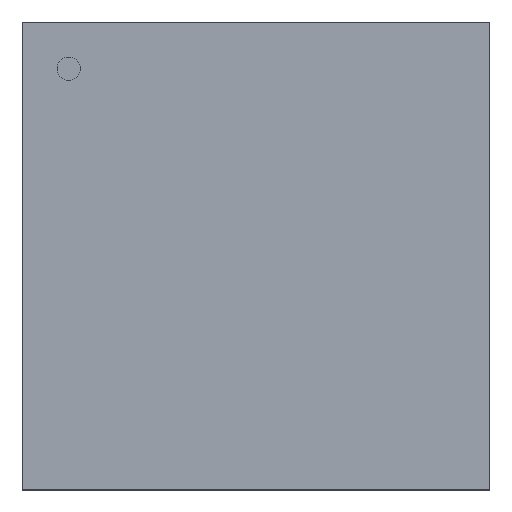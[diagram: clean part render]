
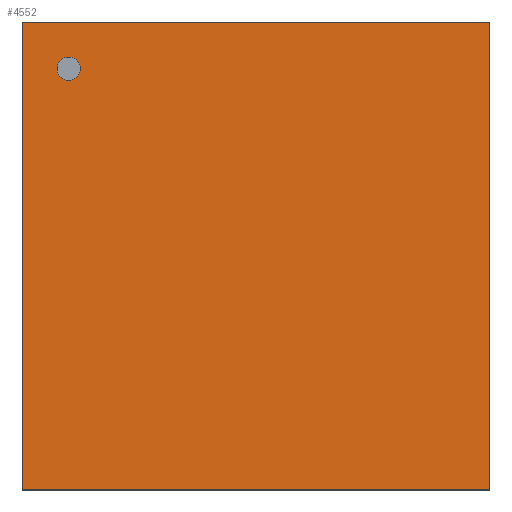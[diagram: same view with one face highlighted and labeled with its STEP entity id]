
A CAD part, top view. The second image highlights one B-rep face of the part: STEP entity #4552.
In plain terms, the highlighted planar face has unit normal (0, 0, 1).
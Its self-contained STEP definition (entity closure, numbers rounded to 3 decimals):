
#4328=CARTESIAN_POINT('',(7.544,-7.544,1.168));
#4327=VERTEX_POINT('',#4328);
#4338=CARTESIAN_POINT('',(-7.544,-7.544,1.168));
#4337=VERTEX_POINT('',#4338);
#4336=EDGE_CURVE('',#4337,#4327,#4341,.T.);
#4341=LINE('',#4338,#4343);
#4343=VECTOR('',#4344,15.088);
#4344=DIRECTION('',(1.0,0.0,0.0));
#4377=CARTESIAN_POINT('',(7.544,7.544,1.168));
#4376=VERTEX_POINT('',#4377);
#4385=EDGE_CURVE('',#4327,#4376,#4390,.T.);
#4390=LINE('',#4328,#4392);
#4392=VECTOR('',#4393,15.088);
#4393=DIRECTION('',(0.0,1.0,0.0));
#4426=CARTESIAN_POINT('',(-7.544,7.544,1.168));
#4425=VERTEX_POINT('',#4426);
#4434=EDGE_CURVE('',#4376,#4425,#4439,.T.);
#4439=LINE('',#4377,#4441);
#4441=VECTOR('',#4442,15.088);
#4442=DIRECTION('',(-1.0,0.0,0.0));
#4483=EDGE_CURVE('',#4425,#4337,#4488,.T.);
#4488=LINE('',#4426,#4490);
#4490=VECTOR('',#4491,15.088);
#4491=DIRECTION('',(0.0,-1.0,0.0));
#4552=ADVANCED_FACE('',(#4558),#4553,.T.);
#4553=PLANE('',#4554);
#4554=AXIS2_PLACEMENT_3D('',#4555,#4556,#4557);
#4555=CARTESIAN_POINT('',(-7.544,-7.544,1.168));
#4556=DIRECTION('',(0.0,0.0,1.0));
#4557=DIRECTION('',(0.,1.,0.));
#4558=FACE_OUTER_BOUND('',#4559,.T.);
#4559=EDGE_LOOP('',(#4560,#4570,#4580,#4590));
#4560=ORIENTED_EDGE('',*,*,#4336,.T.);
#4570=ORIENTED_EDGE('',*,*,#4385,.T.);
#4580=ORIENTED_EDGE('',*,*,#4434,.T.);
#4590=ORIENTED_EDGE('',*,*,#4483,.T.);
